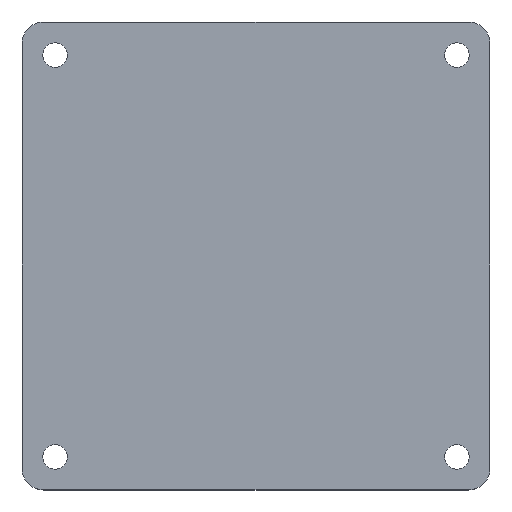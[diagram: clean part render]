
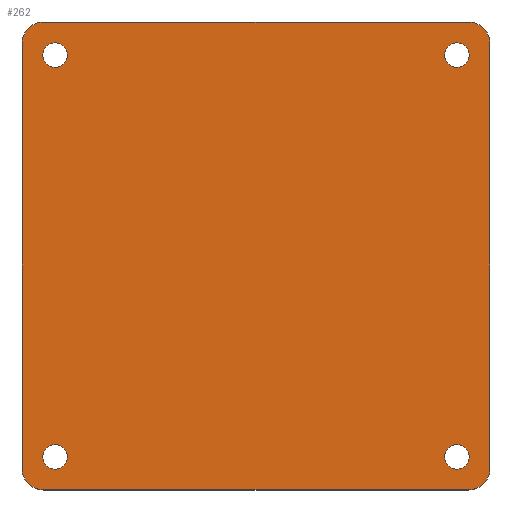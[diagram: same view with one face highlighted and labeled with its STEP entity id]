
A CAD part, top view. The second image highlights one B-rep face of the part: STEP entity #262.
In plain terms, the highlighted planar face has unit normal (0, 0, 1).
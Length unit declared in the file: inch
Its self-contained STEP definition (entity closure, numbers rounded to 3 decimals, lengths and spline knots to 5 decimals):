
#23=FACE_BOUND('',#69,.T.);
#24=FACE_BOUND('',#70,.T.);
#25=FACE_BOUND('',#71,.T.);
#26=FACE_BOUND('',#72,.T.);
#32=PLANE('',#294);
#46=FACE_OUTER_BOUND('',#68,.T.);
#68=EDGE_LOOP('',(#229,#230,#231,#232,#233,#234,#235,#236));
#69=EDGE_LOOP('',(#237));
#70=EDGE_LOOP('',(#238));
#71=EDGE_LOOP('',(#239));
#72=EDGE_LOOP('',(#240));
#77=LINE('',#388,#93);
#83=LINE('',#416,#99);
#86=LINE('',#424,#102);
#88=LINE('',#442,#104);
#93=VECTOR('',#309,4.875);
#99=VECTOR('',#337,4.875);
#102=VECTOR('',#346,4.875);
#104=VECTOR('',#370,4.875);
#105=CIRCLE('',#266,0.25);
#114=CIRCLE('',#278,0.25);
#115=CIRCLE('',#281,0.25);
#116=CIRCLE('',#284,0.25);
#117=CIRCLE('',#286,0.14063);
#118=CIRCLE('',#288,0.14063);
#119=CIRCLE('',#290,0.14063);
#120=CIRCLE('',#292,0.14063);
#121=VERTEX_POINT('',#375);
#122=VERTEX_POINT('',#376);
#126=VERTEX_POINT('',#386);
#136=VERTEX_POINT('',#410);
#137=VERTEX_POINT('',#414);
#138=VERTEX_POINT('',#418);
#139=VERTEX_POINT('',#422);
#140=VERTEX_POINT('',#426);
#141=VERTEX_POINT('',#430);
#142=VERTEX_POINT('',#433);
#143=VERTEX_POINT('',#436);
#144=VERTEX_POINT('',#439);
#145=EDGE_CURVE('',#121,#122,#105,.T.);
#151=EDGE_CURVE('',#126,#121,#77,.T.);
#162=EDGE_CURVE('',#136,#126,#114,.T.);
#165=EDGE_CURVE('',#137,#136,#83,.T.);
#166=EDGE_CURVE('',#138,#137,#115,.T.);
#169=EDGE_CURVE('',#139,#138,#86,.T.);
#170=EDGE_CURVE('',#140,#139,#116,.T.);
#172=EDGE_CURVE('',#141,#141,#117,.T.);
#173=EDGE_CURVE('',#142,#142,#118,.T.);
#174=EDGE_CURVE('',#143,#143,#119,.T.);
#175=EDGE_CURVE('',#144,#144,#120,.T.);
#176=EDGE_CURVE('',#122,#140,#88,.T.);
#229=ORIENTED_EDGE('',*,*,#145,.F.);
#230=ORIENTED_EDGE('',*,*,#151,.F.);
#231=ORIENTED_EDGE('',*,*,#162,.F.);
#232=ORIENTED_EDGE('',*,*,#165,.F.);
#233=ORIENTED_EDGE('',*,*,#166,.F.);
#234=ORIENTED_EDGE('',*,*,#169,.F.);
#235=ORIENTED_EDGE('',*,*,#170,.F.);
#236=ORIENTED_EDGE('',*,*,#176,.F.);
#237=ORIENTED_EDGE('',*,*,#172,.T.);
#238=ORIENTED_EDGE('',*,*,#173,.T.);
#239=ORIENTED_EDGE('',*,*,#174,.T.);
#240=ORIENTED_EDGE('',*,*,#175,.T.);
#262=ADVANCED_FACE('',(#46,#23,#24,#25,#26),#32,.T.);
#266=AXIS2_PLACEMENT_3D('',#377,#299,#300);
#278=AXIS2_PLACEMENT_3D('',#411,#331,#332);
#281=AXIS2_PLACEMENT_3D('',#419,#340,#341);
#284=AXIS2_PLACEMENT_3D('',#427,#349,#350);
#286=AXIS2_PLACEMENT_3D('',#431,#354,#355);
#288=AXIS2_PLACEMENT_3D('',#434,#358,#359);
#290=AXIS2_PLACEMENT_3D('',#437,#362,#363);
#292=AXIS2_PLACEMENT_3D('',#440,#366,#367);
#294=AXIS2_PLACEMENT_3D('',#443,#371,#372);
#299=DIRECTION('center_axis',(0.,0.,-1.));
#300=DIRECTION('ref_axis',(-0.707,-0.707,0.));
#309=DIRECTION('',(-1.,0.,0.));
#331=DIRECTION('center_axis',(0.,0.,-1.));
#332=DIRECTION('ref_axis',(0.707,-0.707,0.));
#337=DIRECTION('',(0.,-1.,0.));
#340=DIRECTION('center_axis',(0.,0.,-1.));
#341=DIRECTION('ref_axis',(0.707,0.707,0.));
#346=DIRECTION('',(1.,0.,0.));
#349=DIRECTION('center_axis',(0.,0.,-1.));
#350=DIRECTION('ref_axis',(-0.707,0.707,0.));
#354=DIRECTION('center_axis',(0.,0.,-1.));
#355=DIRECTION('ref_axis',(-1.,0.,0.));
#358=DIRECTION('center_axis',(0.,0.,-1.));
#359=DIRECTION('ref_axis',(-1.,0.,0.));
#362=DIRECTION('center_axis',(0.,0.,-1.));
#363=DIRECTION('ref_axis',(-1.,0.,0.));
#366=DIRECTION('center_axis',(0.,0.,-1.));
#367=DIRECTION('ref_axis',(-1.,0.,0.));
#370=DIRECTION('',(0.,1.,0.));
#371=DIRECTION('center_axis',(0.,0.,1.));
#372=DIRECTION('ref_axis',(1.,0.,0.));
#375=CARTESIAN_POINT('',(-2.4375,-2.6875,0.125));
#376=CARTESIAN_POINT('',(-2.6875,-2.4375,0.125));
#377=CARTESIAN_POINT('Origin',(-2.4375,-2.4375,0.125));
#386=CARTESIAN_POINT('',(2.4375,-2.6875,0.125));
#388=CARTESIAN_POINT('',(-2.6875,-2.6875,0.125));
#410=CARTESIAN_POINT('',(2.6875,-2.4375,0.125));
#411=CARTESIAN_POINT('Origin',(2.4375,-2.4375,0.125));
#414=CARTESIAN_POINT('',(2.6875,2.4375,0.125));
#416=CARTESIAN_POINT('',(2.6875,-2.6875,0.125));
#418=CARTESIAN_POINT('',(2.4375,2.6875,0.125));
#419=CARTESIAN_POINT('Origin',(2.4375,2.4375,0.125));
#422=CARTESIAN_POINT('',(-2.4375,2.6875,0.125));
#424=CARTESIAN_POINT('',(2.6875,2.6875,0.125));
#426=CARTESIAN_POINT('',(-2.6875,2.4375,0.125));
#427=CARTESIAN_POINT('Origin',(-2.4375,2.4375,0.125));
#430=CARTESIAN_POINT('',(-2.16688,2.3075,0.125));
#431=CARTESIAN_POINT('Origin',(-2.3075,2.3075,0.125));
#433=CARTESIAN_POINT('',(-2.16688,-2.3075,0.125));
#434=CARTESIAN_POINT('Origin',(-2.3075,-2.3075,0.125));
#436=CARTESIAN_POINT('',(2.44813,-2.3075,0.125));
#437=CARTESIAN_POINT('Origin',(2.3075,-2.3075,0.125));
#439=CARTESIAN_POINT('',(2.44813,2.3075,0.125));
#440=CARTESIAN_POINT('Origin',(2.3075,2.3075,0.125));
#442=CARTESIAN_POINT('',(-2.6875,2.6875,0.125));
#443=CARTESIAN_POINT('Origin',(0.,0.,0.125));
